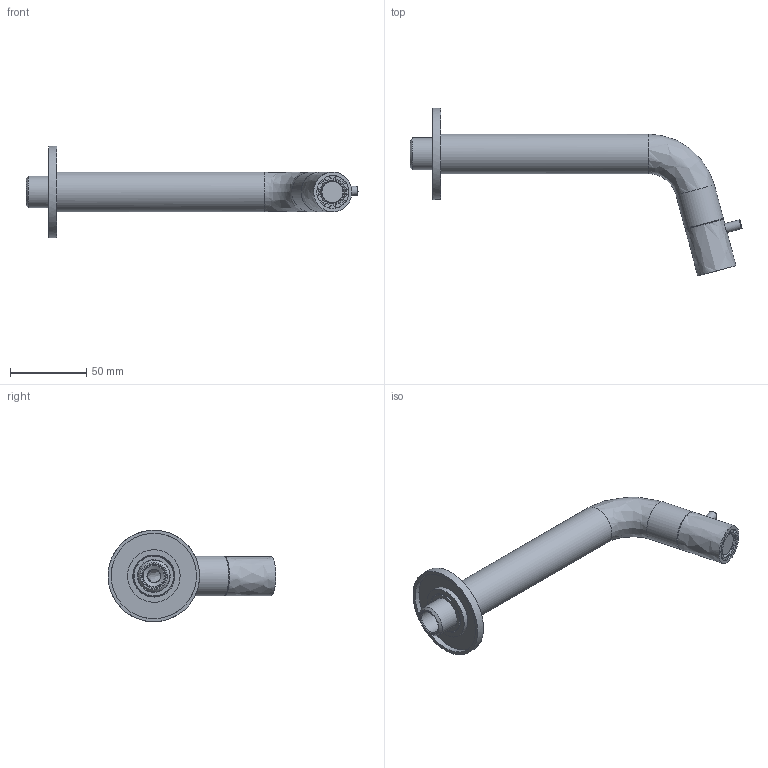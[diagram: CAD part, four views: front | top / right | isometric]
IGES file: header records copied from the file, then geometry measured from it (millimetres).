
Start section: C
Global section: file name: Dude UW001.igs; native system: By Siemens PLM Incorporated; preprocessor: XPlus GENERIC/IGES 17.0.49; author: Author; organization: Title; date: 20150520.091815; units: millimetre
Bounding box: 217.79 x 110.06 x 60 mm (x, y, z)
Volume: 86911.5 mm3; surface area: 47040.7 mm2
Topology: 5 solids, 5 shells, 208 faces, 855 edges, 783 vertices
Faces by surface type: bspline 208
